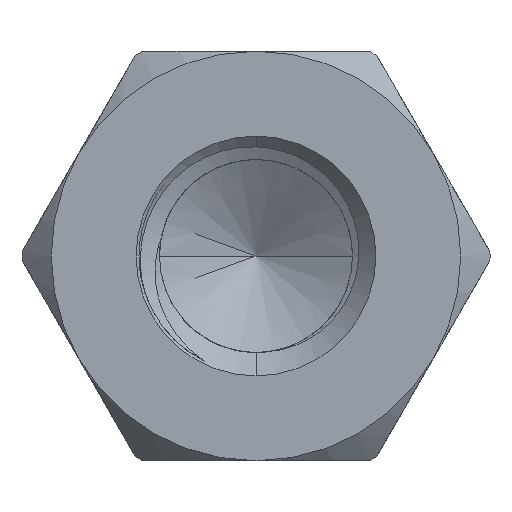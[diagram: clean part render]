
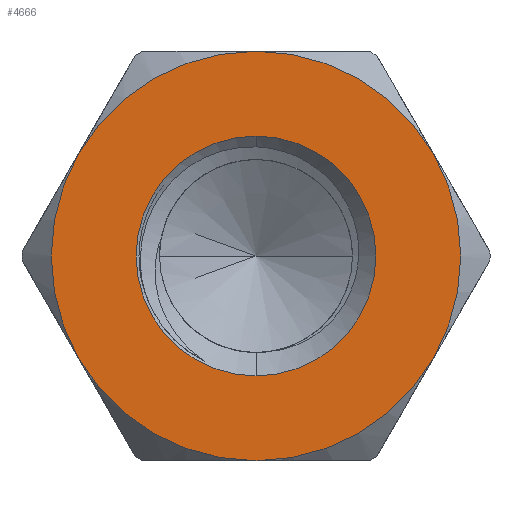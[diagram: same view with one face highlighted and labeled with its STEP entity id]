
A CAD part, front view. The second image highlights one B-rep face of the part: STEP entity #4666.
In plain terms, the highlighted planar face has unit normal (0, -1, 0).
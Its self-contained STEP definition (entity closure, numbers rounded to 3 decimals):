
#222 = EDGE_LOOP ( 'NONE', ( #5370, #3552, #2083, #2836, #8040, #5248 ) ) ;
#356 = DIRECTION ( 'NONE',  ( 0., -1., 0. ) ) ;
#438 = ORIENTED_EDGE ( 'NONE', *, *, #4415, .F. ) ;
#677 = DIRECTION ( 'NONE',  ( 0., -1., 0. ) ) ;
#856 = EDGE_CURVE ( 'NONE', #1837, #8670, #5486, .T. ) ;
#953 = CIRCLE ( 'NONE', #5793, 2.05 ) ;
#1021 = CIRCLE ( 'NONE', #4383, 3.5 ) ;
#1203 = CARTESIAN_POINT ( 'NONE',  ( 0., 0., -2.05 ) ) ;
#1283 = CARTESIAN_POINT ( 'NONE',  ( 3.031, 0., 1.75 ) ) ;
#1358 = DIRECTION ( 'NONE',  ( 0., -1., 0. ) ) ;
#1421 = DIRECTION ( 'NONE',  ( 0., 0., 1. ) ) ;
#1488 = CIRCLE ( 'NONE', #4418, 3.5 ) ;
#1837 = VERTEX_POINT ( 'NONE', #7882 ) ;
#2083 = ORIENTED_EDGE ( 'NONE', *, *, #3510, .T. ) ;
#2095 = AXIS2_PLACEMENT_3D ( 'NONE', #9343, #10160, #6107 ) ;
#2118 = VERTEX_POINT ( 'NONE', #4970 ) ;
#2240 = DIRECTION ( 'NONE',  ( 0., 0., -1. ) ) ;
#2326 = CARTESIAN_POINT ( 'NONE',  ( 3.031, 0., -1.75 ) ) ;
#2798 = CARTESIAN_POINT ( 'NONE',  ( 0., 0., 0. ) ) ;
#2836 = ORIENTED_EDGE ( 'NONE', *, *, #9079, .T. ) ;
#2877 = CARTESIAN_POINT ( 'NONE',  ( 0., 0., 2.05 ) ) ;
#3216 = FACE_BOUND ( 'NONE', #6677, .T. ) ;
#3468 = DIRECTION ( 'NONE',  ( 0., -1., 0. ) ) ;
#3510 = EDGE_CURVE ( 'NONE', #4938, #5635, #1488, .T. ) ;
#3552 = ORIENTED_EDGE ( 'NONE', *, *, #8653, .T. ) ;
#3592 = DIRECTION ( 'NONE',  ( 0., 1., 0. ) ) ;
#3642 = CARTESIAN_POINT ( 'NONE',  ( 0., 0., 0. ) ) ;
#4023 = AXIS2_PLACEMENT_3D ( 'NONE', #2798, #3592, #10101 ) ;
#4095 = VERTEX_POINT ( 'NONE', #1283 ) ;
#4383 = AXIS2_PLACEMENT_3D ( 'NONE', #9315, #356, #5232 ) ;
#4415 = EDGE_CURVE ( 'NONE', #5084, #6133, #953, .T. ) ;
#4418 = AXIS2_PLACEMENT_3D ( 'NONE', #3642, #1358, #1421 ) ;
#4479 = EDGE_CURVE ( 'NONE', #8670, #4095, #5914, .T. ) ;
#4666 = ADVANCED_FACE ( 'NONE', ( #3216, #5539 ), #10060, .F. ) ;
#4722 = AXIS2_PLACEMENT_3D ( 'NONE', #9452, #677, #6345 ) ;
#4736 = AXIS2_PLACEMENT_3D ( 'NONE', #5860, #3468, #7592 ) ;
#4938 = VERTEX_POINT ( 'NONE', #8203 ) ;
#4970 = CARTESIAN_POINT ( 'NONE',  ( 0., 0., 3.5 ) ) ;
#5084 = VERTEX_POINT ( 'NONE', #1203 ) ;
#5131 = DIRECTION ( 'NONE',  ( 0., 0., -1. ) ) ;
#5232 = DIRECTION ( 'NONE',  ( 0., 0., 1. ) ) ;
#5248 = ORIENTED_EDGE ( 'NONE', *, *, #4479, .T. ) ;
#5370 = ORIENTED_EDGE ( 'NONE', *, *, #5651, .T. ) ;
#5486 = CIRCLE ( 'NONE', #6957, 3.5 ) ;
#5539 = FACE_OUTER_BOUND ( 'NONE', #222, .T. ) ;
#5635 = VERTEX_POINT ( 'NONE', #7841 ) ;
#5651 = EDGE_CURVE ( 'NONE', #4095, #2118, #8555, .T. ) ;
#5793 = AXIS2_PLACEMENT_3D ( 'NONE', #7930, #9536, #2240 ) ;
#5860 = CARTESIAN_POINT ( 'NONE',  ( 0., 0., 0. ) ) ;
#5914 = CIRCLE ( 'NONE', #9049, 3.5 ) ;
#6107 = DIRECTION ( 'NONE',  ( 0., 0., 1. ) ) ;
#6131 = CIRCLE ( 'NONE', #4722, 3.5 ) ;
#6133 = VERTEX_POINT ( 'NONE', #2877 ) ;
#6345 = DIRECTION ( 'NONE',  ( 0., 0., 1. ) ) ;
#6366 = EDGE_CURVE ( 'NONE', #6133, #5084, #9925, .T. ) ;
#6677 = EDGE_LOOP ( 'NONE', ( #438, #6739 ) ) ;
#6739 = ORIENTED_EDGE ( 'NONE', *, *, #6366, .F. ) ;
#6828 = CARTESIAN_POINT ( 'NONE',  ( 0., 0., 0. ) ) ;
#6957 = AXIS2_PLACEMENT_3D ( 'NONE', #7568, #7528, #5131 ) ;
#7528 = DIRECTION ( 'NONE',  ( 0., -1., 0. ) ) ;
#7568 = CARTESIAN_POINT ( 'NONE',  ( 0., 0., 0. ) ) ;
#7592 = DIRECTION ( 'NONE',  ( 0., 0., -1. ) ) ;
#7841 = CARTESIAN_POINT ( 'NONE',  ( -3.031, 0., -1.75 ) ) ;
#7882 = CARTESIAN_POINT ( 'NONE',  ( 0., 0., -3.5 ) ) ;
#7930 = CARTESIAN_POINT ( 'NONE',  ( 0., 0., 0. ) ) ;
#8040 = ORIENTED_EDGE ( 'NONE', *, *, #856, .T. ) ;
#8203 = CARTESIAN_POINT ( 'NONE',  ( -3.031, 0., 1.75 ) ) ;
#8461 = DIRECTION ( 'NONE',  ( 0., 0., 1. ) ) ;
#8555 = CIRCLE ( 'NONE', #2095, 3.5 ) ;
#8653 = EDGE_CURVE ( 'NONE', #2118, #4938, #6131, .T. ) ;
#8670 = VERTEX_POINT ( 'NONE', #2326 ) ;
#9049 = AXIS2_PLACEMENT_3D ( 'NONE', #6828, #9233, #8461 ) ;
#9079 = EDGE_CURVE ( 'NONE', #5635, #1837, #1021, .T. ) ;
#9233 = DIRECTION ( 'NONE',  ( 0., -1., 0. ) ) ;
#9315 = CARTESIAN_POINT ( 'NONE',  ( 0., 0., 0. ) ) ;
#9343 = CARTESIAN_POINT ( 'NONE',  ( 0., 0., 0. ) ) ;
#9452 = CARTESIAN_POINT ( 'NONE',  ( 0., 0., 0. ) ) ;
#9536 = DIRECTION ( 'NONE',  ( 0., -1., 0. ) ) ;
#9925 = CIRCLE ( 'NONE', #4736, 2.05 ) ;
#10060 = PLANE ( 'NONE',  #4023 ) ;
#10101 = DIRECTION ( 'NONE',  ( 0., 0., 1. ) ) ;
#10160 = DIRECTION ( 'NONE',  ( 0., -1., 0. ) ) ;
